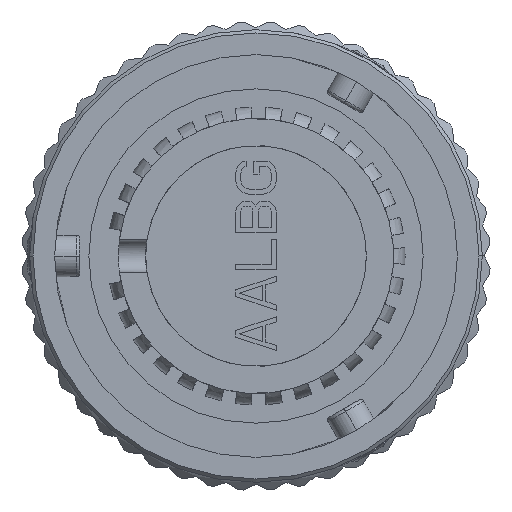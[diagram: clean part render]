
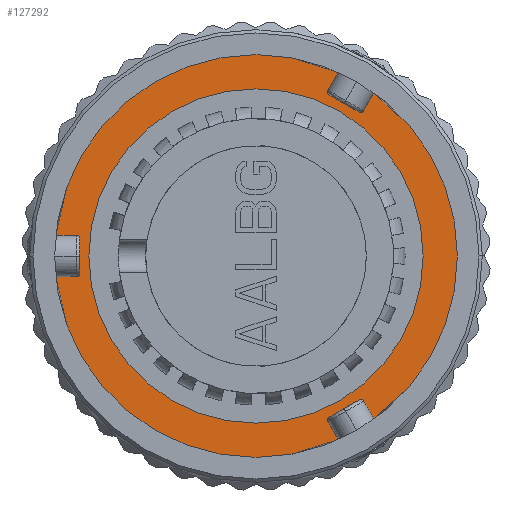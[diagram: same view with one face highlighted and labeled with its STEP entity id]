
A CAD part, left-side view. The second image highlights one B-rep face of the part: STEP entity #127292.
In plain terms, the highlighted planar face has unit normal (-1, 0, 0).
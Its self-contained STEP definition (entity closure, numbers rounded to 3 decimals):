
#36793=CARTESIAN_POINT('',(-10.01,0.,0.));
#36794=DIRECTION('',(-1.,0.,0.));
#36795=DIRECTION('',(0.,-1.,0.));
#36796=AXIS2_PLACEMENT_3D('',#36793,#36794,#36795);
#36945=CARTESIAN_POINT('',(-10.01,0.,0.));
#36946=DIRECTION('',(-1.,0.,0.));
#36947=DIRECTION('',(0.,1.,0.));
#36948=AXIS2_PLACEMENT_3D('',#36945,#36946,#36947);
#37161=CARTESIAN_POINT('',(-10.01,0.,0.));
#37162=DIRECTION('',(1.,0.,0.));
#37163=DIRECTION('',(0.,1.,0.));
#37164=AXIS2_PLACEMENT_3D('',#37161,#37162,#37163);
#37166=CARTESIAN_POINT('',(-10.01,0.,0.));
#37167=DIRECTION('',(1.,0.,0.));
#37168=DIRECTION('',(0.,-1.,0.));
#37169=AXIS2_PLACEMENT_3D('',#37166,#37167,#37168);
#49584=CARTESIAN_POINT('',(-10.01,10.3,0.));
#49585=CARTESIAN_POINT('',(-10.01,-10.3,0.));
#49586=VERTEX_POINT('',#49584);
#49587=VERTEX_POINT('',#49585);
#49601=CARTESIAN_POINT('',(-10.01,12.41,-0.002));
#49602=CARTESIAN_POINT('',(-10.01,-12.41,0.002));
#49603=VERTEX_POINT('',#49601);
#49604=VERTEX_POINT('',#49602);
#127276=CARTESIAN_POINT('',(-10.01,0.,0.));
#127277=DIRECTION('',(1.,0.,0.));
#127278=DIRECTION('',(0.,0.,1.));
#127279=AXIS2_PLACEMENT_3D('',#127276,#127277,#127278);
#127280=PLANE('1061',#127279);
#127282=ORIENTED_EDGE('13126',*,*,#127281,.F.);
#127283=ORIENTED_EDGE('13128',*,*,#127249,.F.);
#127284=EDGE_LOOP('1061',(#127282,#127283));
#127285=FACE_OUTER_BOUND('1061',#127284,.F.);
#127287=ORIENTED_EDGE('13118',*,*,#127286,.F.);
#127289=ORIENTED_EDGE('13120',*,*,#127288,.F.);
#127290=EDGE_LOOP('1061',(#127287,#127289));
#127291=FACE_BOUND('1061',#127290,.F.);
#36797=CIRCLE('13128',#36796,12.41);
#36949=CIRCLE('13126',#36948,12.41);
#37165=CIRCLE('13118',#37164,10.3);
#37170=CIRCLE('13120',#37169,10.3);
#127249=EDGE_CURVE('13128',#49604,#49603,#36797,.T.);
#127281=EDGE_CURVE('13126',#49603,#49604,#36949,.T.);
#127286=EDGE_CURVE('13118',#49586,#49587,#37165,.T.);
#127288=EDGE_CURVE('13120',#49587,#49586,#37170,.T.);
#127292=ADVANCED_FACE('1061',(#127285,#127291),#127280,.F.);
